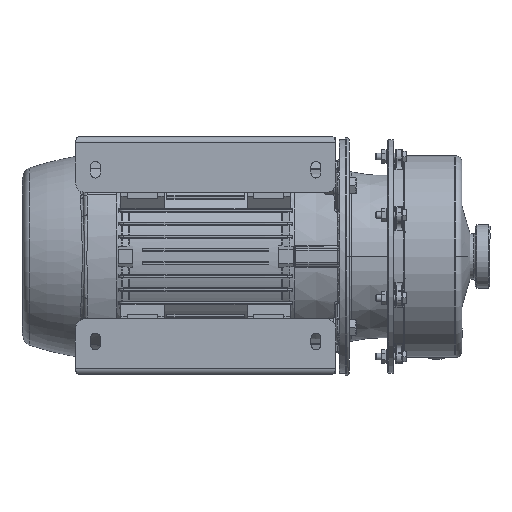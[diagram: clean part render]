
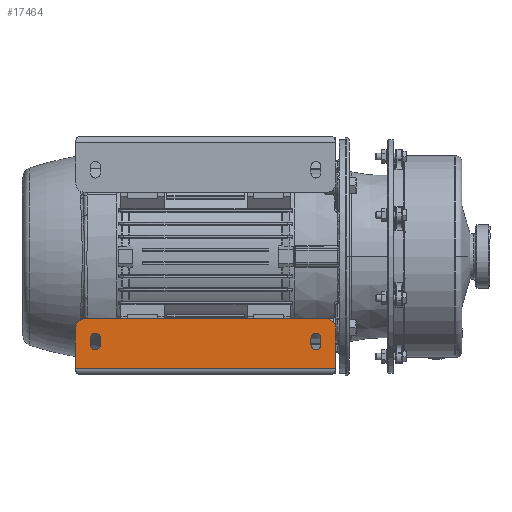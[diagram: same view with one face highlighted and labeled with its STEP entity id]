
A CAD part, front view. The second image highlights one B-rep face of the part: STEP entity #17464.
In plain terms, the highlighted planar face has unit normal (0, -1, 0).
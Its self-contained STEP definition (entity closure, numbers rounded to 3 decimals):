
#502 = EDGE_CURVE ( 'NONE', #65050, #82785, #10213, .T. ) ;
#1374 = CARTESIAN_POINT ( 'NONE',  ( 171.575, 23., 103.462 ) ) ;
#1496 = VECTOR ( 'NONE', #27556, 1000. ) ;
#2537 = CIRCLE ( 'NONE', #28797, 7.5 ) ;
#3280 = AXIS2_PLACEMENT_3D ( 'NONE', #1374, #32654, #39938 ) ;
#3321 = CIRCLE ( 'NONE', #19727, 7.5 ) ;
#3982 = LINE ( 'NONE', #82706, #39067 ) ;
#4173 = CARTESIAN_POINT ( 'NONE',  ( 131.575, 23., -65.538 ) ) ;
#4439 = DIRECTION ( 'NONE',  ( 0., 1., 0. ) ) ;
#6896 = EDGE_CURVE ( 'NONE', #75905, #18524, #23081, .T. ) ;
#7085 = EDGE_CURVE ( 'NONE', #18524, #52483, #80706, .T. ) ;
#7562 = ORIENTED_EDGE ( 'NONE', *, *, #6896, .F. ) ;
#7906 = CARTESIAN_POINT ( 'NONE',  ( -150.925, 23., 103.462 ) ) ;
#10213 = CIRCLE ( 'NONE', #35169, 7.5 ) ;
#10911 = EDGE_CURVE ( 'NONE', #82785, #22009, #36151, .T. ) ;
#11535 = AXIS2_PLACEMENT_3D ( 'NONE', #55196, #47452, #87422 ) ;
#11796 = CARTESIAN_POINT ( 'NONE',  ( 186.575, 23., 132.462 ) ) ;
#12238 = DIRECTION ( 'NONE',  ( 1., 0., 0. ) ) ;
#14688 = CARTESIAN_POINT ( 'NONE',  ( -188.425, 23., 54.962 ) ) ;
#15953 = DIRECTION ( 'NONE',  ( 0., 0., -1. ) ) ;
#15982 = EDGE_CURVE ( 'NONE', #43610, #82322, #22850, .T. ) ;
#17464 = ADVANCED_FACE ( 'NONE', ( #89049, #67770, #81569 ), #83072, .F. ) ;
#18524 = VERTEX_POINT ( 'NONE', #70729 ) ;
#19727 = AXIS2_PLACEMENT_3D ( 'NONE', #35102, #67652, #43120 ) ;
#20658 = LINE ( 'NONE', #39517, #77043 ) ;
#22009 = VERTEX_POINT ( 'NONE', #59867 ) ;
#22067 = EDGE_CURVE ( 'NONE', #52483, #37542, #95058, .T. ) ;
#22850 = LINE ( 'NONE', #83619, #1496 ) ;
#23081 = CIRCLE ( 'NONE', #11535, 15. ) ;
#25374 = LINE ( 'NONE', #90868, #65441 ) ;
#27002 = DIRECTION ( 'NONE',  ( 0., 0., 1. ) ) ;
#27556 = DIRECTION ( 'NONE',  ( -1., 0., 0. ) ) ;
#27635 = ORIENTED_EDGE ( 'NONE', *, *, #98879, .F. ) ;
#28254 = AXIS2_PLACEMENT_3D ( 'NONE', #4173, #29053, #12238 ) ;
#28797 = AXIS2_PLACEMENT_3D ( 'NONE', #46459, #46108, #102168 ) ;
#29006 = EDGE_CURVE ( 'NONE', #68184, #67249, #60518, .T. ) ;
#29053 = DIRECTION ( 'NONE',  ( 0., 1., 0. ) ) ;
#29511 = VECTOR ( 'NONE', #46878, 1000. ) ;
#32122 = DIRECTION ( 'NONE',  ( 1., 0., 0. ) ) ;
#32654 = DIRECTION ( 'NONE',  ( 0., 1., 0. ) ) ;
#33265 = LINE ( 'NONE', #14688, #29511 ) ;
#33532 = CARTESIAN_POINT ( 'NONE',  ( -188.425, 23., 57.862 ) ) ;
#35102 = CARTESIAN_POINT ( 'NONE',  ( 171.575, 23., 93.462 ) ) ;
#35169 = AXIS2_PLACEMENT_3D ( 'NONE', #54079, #45303, #85973 ) ;
#36117 = ORIENTED_EDGE ( 'NONE', *, *, #87787, .T. ) ;
#36151 = LINE ( 'NONE', #7906, #97481 ) ;
#37542 = VERTEX_POINT ( 'NONE', #97854 ) ;
#38020 = VECTOR ( 'NONE', #32122, 1000. ) ;
#39067 = VECTOR ( 'NONE', #27002, 1000. ) ;
#39466 = VERTEX_POINT ( 'NONE', #100730 ) ;
#39517 = CARTESIAN_POINT ( 'NONE',  ( 201.575, 23., 54.962 ) ) ;
#39860 = DIRECTION ( 'NONE',  ( 0., 0., -1. ) ) ;
#39938 = DIRECTION ( 'NONE',  ( 1., 0., 0. ) ) ;
#42190 = DIRECTION ( 'NONE',  ( 0., 0., -1. ) ) ;
#42611 = ORIENTED_EDGE ( 'NONE', *, *, #7085, .F. ) ;
#43120 = DIRECTION ( 'NONE',  ( 1., 0., 0. ) ) ;
#43241 = ORIENTED_EDGE ( 'NONE', *, *, #54490, .F. ) ;
#43516 = EDGE_LOOP ( 'NONE', ( #62533, #64979, #55162, #65900 ) ) ;
#43610 = VERTEX_POINT ( 'NONE', #46710 ) ;
#45303 = DIRECTION ( 'NONE',  ( 0., 1., 0. ) ) ;
#46108 = DIRECTION ( 'NONE',  ( 0., 1., 0. ) ) ;
#46459 = CARTESIAN_POINT ( 'NONE',  ( -158.425, 23., 93.462 ) ) ;
#46710 = CARTESIAN_POINT ( 'NONE',  ( 201.575, 23., 57.862 ) ) ;
#46878 = DIRECTION ( 'NONE',  ( 0., 0., 1. ) ) ;
#47452 = DIRECTION ( 'NONE',  ( 0., 1., 0. ) ) ;
#48418 = CARTESIAN_POINT ( 'NONE',  ( -150.925, 23., 103.462 ) ) ;
#49021 = EDGE_CURVE ( 'NONE', #22009, #59079, #2537, .T. ) ;
#52473 = CARTESIAN_POINT ( 'NONE',  ( 186.575, 23., 117.462 ) ) ;
#52483 = VERTEX_POINT ( 'NONE', #11796 ) ;
#54079 = CARTESIAN_POINT ( 'NONE',  ( -158.425, 23., 103.462 ) ) ;
#54490 = EDGE_CURVE ( 'NONE', #82322, #75905, #33265, .T. ) ;
#55162 = ORIENTED_EDGE ( 'NONE', *, *, #10911, .T. ) ;
#55196 = CARTESIAN_POINT ( 'NONE',  ( -173.425, 23., 117.462 ) ) ;
#57694 = ORIENTED_EDGE ( 'NONE', *, *, #15982, .F. ) ;
#59079 = VERTEX_POINT ( 'NONE', #61503 ) ;
#59867 = CARTESIAN_POINT ( 'NONE',  ( -150.925, 23., 93.462 ) ) ;
#60518 = CIRCLE ( 'NONE', #3280, 7.5 ) ;
#60534 = DIRECTION ( 'NONE',  ( 1., 0., 0. ) ) ;
#61503 = CARTESIAN_POINT ( 'NONE',  ( -165.925, 23., 93.462 ) ) ;
#62533 = ORIENTED_EDGE ( 'NONE', *, *, #65147, .T. ) ;
#64429 = ORIENTED_EDGE ( 'NONE', *, *, #102679, .T. ) ;
#64979 = ORIENTED_EDGE ( 'NONE', *, *, #502, .T. ) ;
#65050 = VERTEX_POINT ( 'NONE', #65735 ) ;
#65147 = EDGE_CURVE ( 'NONE', #59079, #65050, #66764, .T. ) ;
#65441 = VECTOR ( 'NONE', #42190, 1000. ) ;
#65660 = EDGE_CURVE ( 'NONE', #67249, #39466, #25374, .T. ) ;
#65735 = CARTESIAN_POINT ( 'NONE',  ( -165.925, 23., 103.462 ) ) ;
#65900 = ORIENTED_EDGE ( 'NONE', *, *, #49021, .T. ) ;
#66764 = LINE ( 'NONE', #82268, #71830 ) ;
#67249 = VERTEX_POINT ( 'NONE', #81538 ) ;
#67652 = DIRECTION ( 'NONE',  ( 0., 1., 0. ) ) ;
#67770 = FACE_BOUND ( 'NONE', #43516, .T. ) ;
#68184 = VERTEX_POINT ( 'NONE', #69381 ) ;
#69381 = CARTESIAN_POINT ( 'NONE',  ( 164.075, 23., 103.462 ) ) ;
#70729 = CARTESIAN_POINT ( 'NONE',  ( -173.425, 23., 132.462 ) ) ;
#71611 = CARTESIAN_POINT ( 'NONE',  ( -188.425, 23., 117.462 ) ) ;
#71830 = VECTOR ( 'NONE', #82968, 1000. ) ;
#72016 = CARTESIAN_POINT ( 'NONE',  ( 186.575, 23., 132.462 ) ) ;
#75905 = VERTEX_POINT ( 'NONE', #71611 ) ;
#77043 = VECTOR ( 'NONE', #39860, 1000. ) ;
#80325 = AXIS2_PLACEMENT_3D ( 'NONE', #52473, #4439, #60534 ) ;
#80706 = LINE ( 'NONE', #72016, #38020 ) ;
#81538 = CARTESIAN_POINT ( 'NONE',  ( 179.075, 23., 103.462 ) ) ;
#81569 = FACE_BOUND ( 'NONE', #86939, .T. ) ;
#81851 = ORIENTED_EDGE ( 'NONE', *, *, #29006, .T. ) ;
#82066 = CARTESIAN_POINT ( 'NONE',  ( 164.075, 23., 93.462 ) ) ;
#82268 = CARTESIAN_POINT ( 'NONE',  ( -165.925, 23., 103.462 ) ) ;
#82322 = VERTEX_POINT ( 'NONE', #33532 ) ;
#82706 = CARTESIAN_POINT ( 'NONE',  ( 164.075, 23., 103.462 ) ) ;
#82785 = VERTEX_POINT ( 'NONE', #48418 ) ;
#82968 = DIRECTION ( 'NONE',  ( 0., 0., 1. ) ) ;
#83072 = PLANE ( 'NONE',  #28254 ) ;
#83619 = CARTESIAN_POINT ( 'NONE',  ( 131.575, 23., 57.862 ) ) ;
#85973 = DIRECTION ( 'NONE',  ( 1., 0., 0. ) ) ;
#86939 = EDGE_LOOP ( 'NONE', ( #64429, #81851, #96253, #36117 ) ) ;
#87422 = DIRECTION ( 'NONE',  ( 1., 0., 0. ) ) ;
#87756 = VERTEX_POINT ( 'NONE', #82066 ) ;
#87787 = EDGE_CURVE ( 'NONE', #39466, #87756, #3321, .T. ) ;
#89049 = FACE_OUTER_BOUND ( 'NONE', #99775, .T. ) ;
#90868 = CARTESIAN_POINT ( 'NONE',  ( 179.075, 23., 103.462 ) ) ;
#95058 = CIRCLE ( 'NONE', #80325, 15. ) ;
#96253 = ORIENTED_EDGE ( 'NONE', *, *, #65660, .T. ) ;
#97481 = VECTOR ( 'NONE', #15953, 1000. ) ;
#97854 = CARTESIAN_POINT ( 'NONE',  ( 201.575, 23., 117.462 ) ) ;
#98879 = EDGE_CURVE ( 'NONE', #37542, #43610, #20658, .T. ) ;
#99775 = EDGE_LOOP ( 'NONE', ( #57694, #27635, #102204, #42611, #7562, #43241 ) ) ;
#100730 = CARTESIAN_POINT ( 'NONE',  ( 179.075, 23., 93.462 ) ) ;
#102168 = DIRECTION ( 'NONE',  ( 1., 0., 0. ) ) ;
#102204 = ORIENTED_EDGE ( 'NONE', *, *, #22067, .F. ) ;
#102679 = EDGE_CURVE ( 'NONE', #87756, #68184, #3982, .T. ) ;
